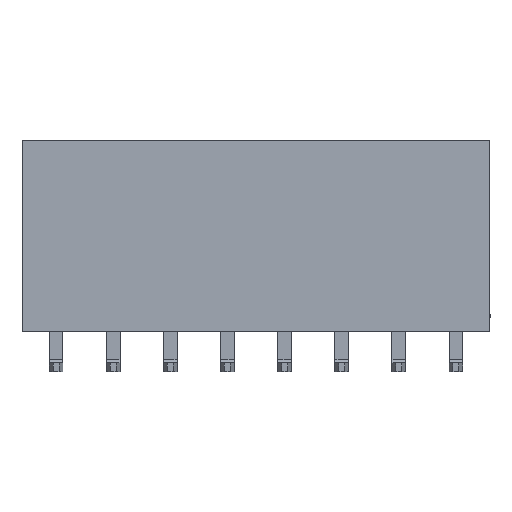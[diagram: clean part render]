
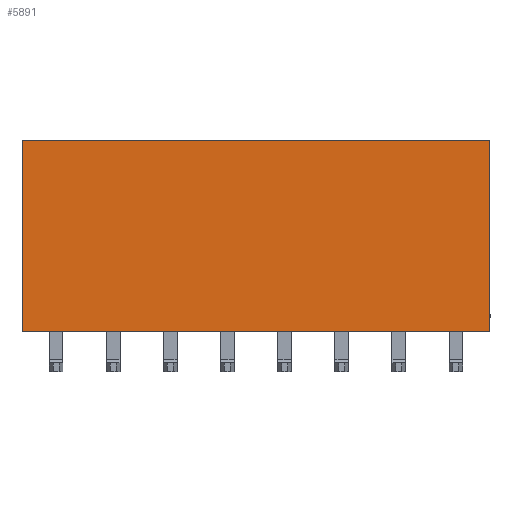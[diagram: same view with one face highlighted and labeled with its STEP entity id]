
A CAD part, top view. The second image highlights one B-rep face of the part: STEP entity #5891.
In plain terms, the highlighted planar face has unit normal (0, 0, 1).
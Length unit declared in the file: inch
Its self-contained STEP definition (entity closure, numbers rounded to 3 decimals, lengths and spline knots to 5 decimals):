
#159 = VECTOR ( 'NONE', #1721, 39.37008 ) ;
#321 = EDGE_CURVE ( 'NONE', #15298, #7550, #11784, .T. ) ;
#1504 = CARTESIAN_POINT ( 'NONE',  ( -3.23239, 0., 0. ) ) ;
#1581 = CARTESIAN_POINT ( 'NONE',  ( -3.23239, 0.33465, 0. ) ) ;
#1721 = DIRECTION ( 'NONE',  ( 1., 0., 0. ) ) ;
#2166 = LINE ( 'NONE', #1504, #17660 ) ;
#2167 = ORIENTED_EDGE ( 'NONE', *, *, #2692, .F. ) ;
#2410 = DIRECTION ( 'NONE',  ( 0., 1., 0. ) ) ;
#2692 = EDGE_CURVE ( 'NONE', #7550, #17082, #9954, .T. ) ;
#2957 = DIRECTION ( 'NONE',  ( 0., -1., 0. ) ) ;
#3699 = EDGE_LOOP ( 'NONE', ( #16916, #16721, #6724, #2167 ) ) ;
#3867 = CARTESIAN_POINT ( 'NONE',  ( 0., -0.00669, 0. ) ) ;
#3918 = PLANE ( 'NONE',  #5564 ) ;
#5087 = CARTESIAN_POINT ( 'NONE',  ( 0., 0.33465, 0. ) ) ;
#5381 = DIRECTION ( 'NONE',  ( 0., 0., 1. ) ) ;
#5564 = AXIS2_PLACEMENT_3D ( 'NONE', #14061, #5381, #15538 ) ;
#5881 = CARTESIAN_POINT ( 'NONE',  ( 0.81969, 0., 0. ) ) ;
#5891 = ADVANCED_FACE ( 'NONE', ( #7751 ), #3918, .T. ) ;
#6724 = ORIENTED_EDGE ( 'NONE', *, *, #15621, .T. ) ;
#7550 = VERTEX_POINT ( 'NONE', #13070 ) ;
#7751 = FACE_OUTER_BOUND ( 'NONE', #3699, .T. ) ;
#9486 = VECTOR ( 'NONE', #2957, 39.37008 ) ;
#9954 = LINE ( 'NONE', #5881, #9486 ) ;
#10955 = EDGE_CURVE ( 'NONE', #12434, #15298, #13828, .T. ) ;
#11680 = DIRECTION ( 'NONE',  ( 1., 0., 0. ) ) ;
#11784 = LINE ( 'NONE', #1581, #159 ) ;
#12434 = VERTEX_POINT ( 'NONE', #15105 ) ;
#13070 = CARTESIAN_POINT ( 'NONE',  ( 0.81969, 0.33465, 0. ) ) ;
#13382 = VECTOR ( 'NONE', #2410, 39.37008 ) ;
#13828 = LINE ( 'NONE', #3867, #13382 ) ;
#14061 = CARTESIAN_POINT ( 'NONE',  ( -3.23239, -0.00669, 0. ) ) ;
#15105 = CARTESIAN_POINT ( 'NONE',  ( 0., 0., 0. ) ) ;
#15298 = VERTEX_POINT ( 'NONE', #5087 ) ;
#15538 = DIRECTION ( 'NONE',  ( 1., 0., 0. ) ) ;
#15621 = EDGE_CURVE ( 'NONE', #12434, #17082, #2166, .T. ) ;
#16203 = CARTESIAN_POINT ( 'NONE',  ( 0.81969, 0., 0. ) ) ;
#16721 = ORIENTED_EDGE ( 'NONE', *, *, #10955, .F. ) ;
#16916 = ORIENTED_EDGE ( 'NONE', *, *, #321, .F. ) ;
#17082 = VERTEX_POINT ( 'NONE', #16203 ) ;
#17660 = VECTOR ( 'NONE', #11680, 39.37008 ) ;
